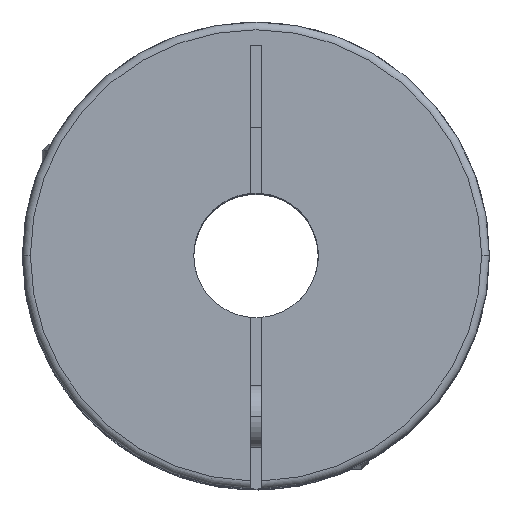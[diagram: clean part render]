
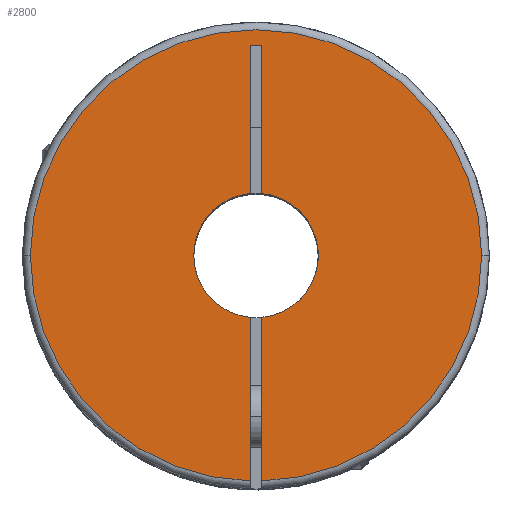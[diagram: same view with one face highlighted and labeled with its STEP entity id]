
A CAD part, top view. The second image highlights one B-rep face of the part: STEP entity #2800.
In plain terms, the highlighted planar face has unit normal (0, 0, 1).
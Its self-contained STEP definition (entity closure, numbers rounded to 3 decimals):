
#67 = AXIS2_PLACEMENT_3D ( 'NONE', #1880, #821, #2549 ) ;
#78 = CARTESIAN_POINT ( 'NONE',  ( -29., 0., 0. ) ) ;
#127 = VERTEX_POINT ( 'NONE', #3640 ) ;
#144 = PLANE ( 'NONE',  #1976 ) ;
#165 = VECTOR ( 'NONE', #4046, 1000. ) ;
#170 = CIRCLE ( 'NONE', #1850, 8. ) ;
#214 = DIRECTION ( 'NONE',  ( -1., 0., 0. ) ) ;
#250 = EDGE_CURVE ( 'NONE', #1918, #3293, #170, .T. ) ;
#267 = ORIENTED_EDGE ( 'NONE', *, *, #1482, .F. ) ;
#293 = CARTESIAN_POINT ( 'NONE',  ( -0.75, 27., 0. ) ) ;
#298 = ORIENTED_EDGE ( 'NONE', *, *, #1453, .T. ) ;
#369 = DIRECTION ( 'NONE',  ( 0., 0., -1. ) ) ;
#376 = DIRECTION ( 'NONE',  ( 0., 0., -1. ) ) ;
#440 = VERTEX_POINT ( 'NONE', #4295 ) ;
#556 = LINE ( 'NONE', #2954, #165 ) ;
#606 = LINE ( 'NONE', #1677, #2710 ) ;
#638 = AXIS2_PLACEMENT_3D ( 'NONE', #4283, #2531, #2171 ) ;
#695 = DIRECTION ( 'NONE',  ( -1., 0., 0. ) ) ;
#717 = CIRCLE ( 'NONE', #3075, 29. ) ;
#732 = ORIENTED_EDGE ( 'NONE', *, *, #250, .T. ) ;
#785 = DIRECTION ( 'NONE',  ( 0., 0., -1. ) ) ;
#796 = EDGE_CURVE ( 'NONE', #127, #4154, #3071, .T. ) ;
#821 = DIRECTION ( 'NONE',  ( 0., 0., -1. ) ) ;
#862 = CARTESIAN_POINT ( 'NONE',  ( -0.75, -7.965, 0. ) ) ;
#883 = ORIENTED_EDGE ( 'NONE', *, *, #1868, .F. ) ;
#976 = CARTESIAN_POINT ( 'NONE',  ( 0., 0., 0. ) ) ;
#989 = ORIENTED_EDGE ( 'NONE', *, *, #4173, .F. ) ;
#1027 = CARTESIAN_POINT ( 'NONE',  ( 0., 0., 0. ) ) ;
#1037 = EDGE_LOOP ( 'NONE', ( #989, #883, #3813, #298, #267, #4025, #3304, #732, #1112, #1680, #4239 ) ) ;
#1088 = AXIS2_PLACEMENT_3D ( 'NONE', #976, #1356, #695 ) ;
#1112 = ORIENTED_EDGE ( 'NONE', *, *, #2008, .F. ) ;
#1320 = VERTEX_POINT ( 'NONE', #2676 ) ;
#1327 = CARTESIAN_POINT ( 'NONE',  ( -0.75, 7.965, 0. ) ) ;
#1335 = DIRECTION ( 'NONE',  ( 0., -1., 0. ) ) ;
#1356 = DIRECTION ( 'NONE',  ( 0., 0., -1. ) ) ;
#1392 = CARTESIAN_POINT ( 'NONE',  ( 0., 0., 0. ) ) ;
#1453 = EDGE_CURVE ( 'NONE', #2286, #3203, #2477, .T. ) ;
#1482 = EDGE_CURVE ( 'NONE', #4154, #3203, #4485, .T. ) ;
#1535 = VERTEX_POINT ( 'NONE', #78 ) ;
#1538 = CIRCLE ( 'NONE', #67, 8. ) ;
#1565 = EDGE_CURVE ( 'NONE', #1320, #1629, #717, .T. ) ;
#1621 = CARTESIAN_POINT ( 'NONE',  ( 0.75, 27., 0. ) ) ;
#1629 = VERTEX_POINT ( 'NONE', #3355 ) ;
#1677 = CARTESIAN_POINT ( 'NONE',  ( 0.75, -30., 0. ) ) ;
#1680 = ORIENTED_EDGE ( 'NONE', *, *, #1565, .F. ) ;
#1688 = DIRECTION ( 'NONE',  ( 0., 1., 0. ) ) ;
#1721 = DIRECTION ( 'NONE',  ( -1., 0., 0. ) ) ;
#1722 = DIRECTION ( 'NONE',  ( 0., 1., 0. ) ) ;
#1815 = EDGE_CURVE ( 'NONE', #1918, #127, #3049, .T. ) ;
#1850 = AXIS2_PLACEMENT_3D ( 'NONE', #1392, #376, #2047 ) ;
#1868 = EDGE_CURVE ( 'NONE', #3587, #440, #556, .T. ) ;
#1880 = CARTESIAN_POINT ( 'NONE',  ( 0., 0., 0. ) ) ;
#1918 = VERTEX_POINT ( 'NONE', #1925 ) ;
#1925 = CARTESIAN_POINT ( 'NONE',  ( 0.75, 7.965, 0. ) ) ;
#1976 = AXIS2_PLACEMENT_3D ( 'NONE', #2961, #3643, #2228 ) ;
#2001 = VECTOR ( 'NONE', #1688, 1000. ) ;
#2002 = CARTESIAN_POINT ( 'NONE',  ( -8., 0., 0. ) ) ;
#2008 = EDGE_CURVE ( 'NONE', #1629, #3293, #606, .T. ) ;
#2047 = DIRECTION ( 'NONE',  ( -1., 0., 0. ) ) ;
#2171 = DIRECTION ( 'NONE',  ( -1., 0., 0. ) ) ;
#2228 = DIRECTION ( 'NONE',  ( 0., -1., 0. ) ) ;
#2286 = VERTEX_POINT ( 'NONE', #2002 ) ;
#2440 = CARTESIAN_POINT ( 'NONE',  ( -0.75, 27., 0. ) ) ;
#2477 = CIRCLE ( 'NONE', #1088, 8. ) ;
#2531 = DIRECTION ( 'NONE',  ( 0., 0., -1. ) ) ;
#2549 = DIRECTION ( 'NONE',  ( -1., 0., 0. ) ) ;
#2676 = CARTESIAN_POINT ( 'NONE',  ( 29., 0., 0. ) ) ;
#2710 = VECTOR ( 'NONE', #1722, 1000. ) ;
#2712 = VECTOR ( 'NONE', #214, 1000. ) ;
#2800 = ADVANCED_FACE ( 'NONE', ( #3260 ), #144, .F. ) ;
#2954 = CARTESIAN_POINT ( 'NONE',  ( -0.75, 27., 0. ) ) ;
#2961 = CARTESIAN_POINT ( 'NONE',  ( 0., 0., 0. ) ) ;
#3019 = CIRCLE ( 'NONE', #3598, 29. ) ;
#3049 = LINE ( 'NONE', #3799, #2001 ) ;
#3053 = EDGE_CURVE ( 'NONE', #3587, #2286, #1538, .T. ) ;
#3071 = LINE ( 'NONE', #1621, #2712 ) ;
#3075 = AXIS2_PLACEMENT_3D ( 'NONE', #3920, #785, #3626 ) ;
#3203 = VERTEX_POINT ( 'NONE', #1327 ) ;
#3260 = FACE_OUTER_BOUND ( 'NONE', #1037, .T. ) ;
#3293 = VERTEX_POINT ( 'NONE', #4095 ) ;
#3304 = ORIENTED_EDGE ( 'NONE', *, *, #1815, .F. ) ;
#3355 = CARTESIAN_POINT ( 'NONE',  ( 0.75, -28.99, 0. ) ) ;
#3383 = CIRCLE ( 'NONE', #638, 29. ) ;
#3442 = VECTOR ( 'NONE', #1335, 1000. ) ;
#3587 = VERTEX_POINT ( 'NONE', #862 ) ;
#3598 = AXIS2_PLACEMENT_3D ( 'NONE', #1027, #369, #1721 ) ;
#3626 = DIRECTION ( 'NONE',  ( -1., 0., 0. ) ) ;
#3640 = CARTESIAN_POINT ( 'NONE',  ( 0.75, 27., 0. ) ) ;
#3643 = DIRECTION ( 'NONE',  ( 0., 0., -1. ) ) ;
#3799 = CARTESIAN_POINT ( 'NONE',  ( 0.75, -30., 0. ) ) ;
#3813 = ORIENTED_EDGE ( 'NONE', *, *, #3053, .T. ) ;
#3889 = EDGE_CURVE ( 'NONE', #1535, #1320, #3383, .T. ) ;
#3920 = CARTESIAN_POINT ( 'NONE',  ( 0., 0., 0. ) ) ;
#4025 = ORIENTED_EDGE ( 'NONE', *, *, #796, .F. ) ;
#4046 = DIRECTION ( 'NONE',  ( 0., -1., 0. ) ) ;
#4095 = CARTESIAN_POINT ( 'NONE',  ( 0.75, -7.965, 0. ) ) ;
#4154 = VERTEX_POINT ( 'NONE', #2440 ) ;
#4173 = EDGE_CURVE ( 'NONE', #440, #1535, #3019, .T. ) ;
#4239 = ORIENTED_EDGE ( 'NONE', *, *, #3889, .F. ) ;
#4283 = CARTESIAN_POINT ( 'NONE',  ( 0., 0., 0. ) ) ;
#4295 = CARTESIAN_POINT ( 'NONE',  ( -0.75, -28.99, 0. ) ) ;
#4485 = LINE ( 'NONE', #293, #3442 ) ;
